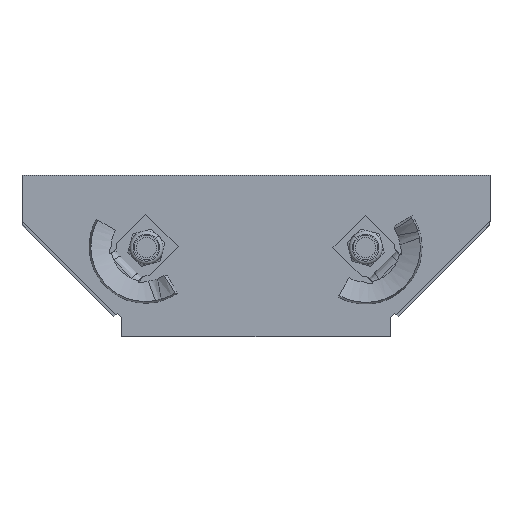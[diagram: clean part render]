
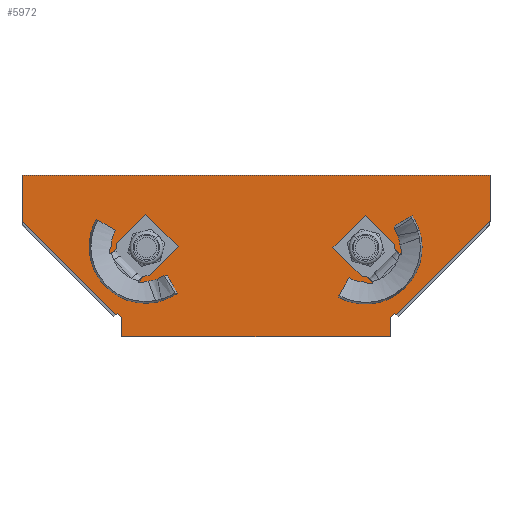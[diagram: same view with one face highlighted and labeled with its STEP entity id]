
A CAD part, top view. The second image highlights one B-rep face of the part: STEP entity #5972.
In plain terms, the highlighted planar face has unit normal (0, 0, 1).
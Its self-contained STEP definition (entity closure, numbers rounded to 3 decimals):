
#43 = DIRECTION ( 'NONE',  ( 0.707, 0.707, 0. ) ) ;
#186 = VECTOR ( 'NONE', #2860, 1000. ) ;
#254 = LINE ( 'NONE', #5197, #186 ) ;
#277 = CARTESIAN_POINT ( 'NONE',  ( -42.704, 34.724, 0. ) ) ;
#304 = VECTOR ( 'NONE', #918, 1000. ) ;
#311 = ORIENTED_EDGE ( 'NONE', *, *, #322, .T. ) ;
#322 = EDGE_CURVE ( 'NONE', #4239, #1263, #2809, .T. ) ;
#392 = VERTEX_POINT ( 'NONE', #6120 ) ;
#451 = VERTEX_POINT ( 'NONE', #4673 ) ;
#503 = CARTESIAN_POINT ( 'NONE',  ( -52.25, 7.5, 0. ) ) ;
#573 = VERTEX_POINT ( 'NONE', #4266 ) ;
#706 = LINE ( 'NONE', #5284, #5615 ) ;
#797 = EDGE_CURVE ( 'NONE', #5655, #573, #706, .T. ) ;
#848 = LINE ( 'NONE', #4847, #1299 ) ;
#881 = DIRECTION ( 'NONE',  ( 0., 0., 1. ) ) ;
#890 = CARTESIAN_POINT ( 'NONE',  ( -54.018, 9.268, 0. ) ) ;
#918 = DIRECTION ( 'NONE',  ( 0.707, -0.707, 0. ) ) ;
#921 = LINE ( 'NONE', #4261, #2650 ) ;
#1028 = EDGE_CURVE ( 'NONE', #5161, #5808, #1149, .T. ) ;
#1048 = VERTEX_POINT ( 'NONE', #3499 ) ;
#1078 = DIRECTION ( 'NONE',  ( -1., 0., 0. ) ) ;
#1082 = EDGE_CURVE ( 'NONE', #451, #392, #848, .T. ) ;
#1149 = LINE ( 'NONE', #4911, #2198 ) ;
#1197 = DIRECTION ( 'NONE',  ( 0., 0., -1. ) ) ;
#1203 = CIRCLE ( 'NONE', #4458, 8.25 ) ;
#1263 = VERTEX_POINT ( 'NONE', #1270 ) ;
#1270 = CARTESIAN_POINT ( 'NONE',  ( -34.454, 34.724, 0. ) ) ;
#1299 = VECTOR ( 'NONE', #3930, 1000. ) ;
#1359 = ORIENTED_EDGE ( 'NONE', *, *, #5691, .F. ) ;
#1379 = ORIENTED_EDGE ( 'NONE', *, *, #1905, .T. ) ;
#1407 = DIRECTION ( 'NONE',  ( 0., -1., 0. ) ) ;
#1430 = CARTESIAN_POINT ( 'NONE',  ( 42.704, 34.724, 0. ) ) ;
#1549 = CARTESIAN_POINT ( 'NONE',  ( 52.25, 0., 0. ) ) ;
#1564 = VERTEX_POINT ( 'NONE', #4242 ) ;
#1567 = CARTESIAN_POINT ( 'NONE',  ( -52.25, 0., 0. ) ) ;
#1598 = EDGE_CURVE ( 'NONE', #1564, #451, #921, .T. ) ;
#1683 = LINE ( 'NONE', #3011, #2054 ) ;
#1813 = EDGE_LOOP ( 'NONE', ( #311, #2175 ) ) ;
#1905 = EDGE_CURVE ( 'NONE', #2938, #4097, #2571, .T. ) ;
#1959 = ORIENTED_EDGE ( 'NONE', *, *, #1082, .T. ) ;
#2036 = EDGE_CURVE ( 'NONE', #573, #4907, #254, .T. ) ;
#2041 = CARTESIAN_POINT ( 'NONE',  ( -52.25, 0., 0. ) ) ;
#2054 = VECTOR ( 'NONE', #5344, 1000. ) ;
#2080 = DIRECTION ( 'NONE',  ( -1., 0., 0. ) ) ;
#2100 = CARTESIAN_POINT ( 'NONE',  ( -91.141, 0., 0. ) ) ;
#2112 = ORIENTED_EDGE ( 'NONE', *, *, #2881, .T. ) ;
#2175 = ORIENTED_EDGE ( 'NONE', *, *, #2433, .T. ) ;
#2198 = VECTOR ( 'NONE', #2994, 1000. ) ;
#2209 = CARTESIAN_POINT ( 'NONE',  ( 52.25, 0., 0. ) ) ;
#2292 = CARTESIAN_POINT ( 'NONE',  ( -50.954, 34.724, 0. ) ) ;
#2351 = DIRECTION ( 'NONE',  ( -1., 0., 0. ) ) ;
#2433 = EDGE_CURVE ( 'NONE', #1263, #4239, #3554, .T. ) ;
#2447 = ORIENTED_EDGE ( 'NONE', *, *, #2036, .T. ) ;
#2551 = LINE ( 'NONE', #5779, #2789 ) ;
#2571 = LINE ( 'NONE', #2209, #3260 ) ;
#2625 = CARTESIAN_POINT ( 'NONE',  ( 54.725, 8.561, 0. ) ) ;
#2650 = VECTOR ( 'NONE', #1407, 1000. ) ;
#2789 = VECTOR ( 'NONE', #5761, 1000. ) ;
#2809 = CIRCLE ( 'NONE', #3421, 8.25 ) ;
#2860 = DIRECTION ( 'NONE',  ( 0., 1., 0. ) ) ;
#2881 = EDGE_CURVE ( 'NONE', #4907, #1564, #1683, .T. ) ;
#2930 = ORIENTED_EDGE ( 'NONE', *, *, #5217, .T. ) ;
#2938 = VERTEX_POINT ( 'NONE', #1567 ) ;
#2970 = CARTESIAN_POINT ( 'NONE',  ( 52.25, 7.5, 0. ) ) ;
#2981 = AXIS2_PLACEMENT_3D ( 'NONE', #2100, #1197, #2080 ) ;
#2994 = DIRECTION ( 'NONE',  ( 0.707, -0.707, 0. ) ) ;
#3011 = CARTESIAN_POINT ( 'NONE',  ( 91.141, 63., 0. ) ) ;
#3080 = DIRECTION ( 'NONE',  ( 0., 0., -1. ) ) ;
#3148 = CARTESIAN_POINT ( 'NONE',  ( -77.213, -13.928, 0. ) ) ;
#3205 = DIRECTION ( 'NONE',  ( -0.707, -0.707, 0. ) ) ;
#3251 = EDGE_LOOP ( 'NONE', ( #4544, #3965 ) ) ;
#3260 = VECTOR ( 'NONE', #3675, 1000. ) ;
#3341 = CARTESIAN_POINT ( 'NONE',  ( 91.141, 63., 0. ) ) ;
#3421 = AXIS2_PLACEMENT_3D ( 'NONE', #277, #3638, #4581 ) ;
#3492 = LINE ( 'NONE', #3148, #4670 ) ;
#3499 = CARTESIAN_POINT ( 'NONE',  ( 52.25, 7.5, 0. ) ) ;
#3554 = CIRCLE ( 'NONE', #5908, 8.25 ) ;
#3595 = PLANE ( 'NONE',  #2981 ) ;
#3601 = DIRECTION ( 'NONE',  ( -1., 0., 0. ) ) ;
#3638 = DIRECTION ( 'NONE',  ( 0., 0., -1. ) ) ;
#3648 = CARTESIAN_POINT ( 'NONE',  ( 34.454, 34.724, 0. ) ) ;
#3675 = DIRECTION ( 'NONE',  ( 1., 0., 0. ) ) ;
#3798 = EDGE_LOOP ( 'NONE', ( #5980, #1959, #1359, #4680, #5976, #1379, #5740, #4395, #2930, #5809, #2447, #2112 ) ) ;
#3829 = CARTESIAN_POINT ( 'NONE',  ( 54.018, 9.268, 0. ) ) ;
#3871 = EDGE_CURVE ( 'NONE', #5808, #2938, #5234, .T. ) ;
#3919 = DIRECTION ( 'NONE',  ( 0., -1., 0. ) ) ;
#3930 = DIRECTION ( 'NONE',  ( 0.707, -0.707, 0. ) ) ;
#3938 = CARTESIAN_POINT ( 'NONE',  ( 42.704, 34.724, 0. ) ) ;
#3956 = EDGE_CURVE ( 'NONE', #4097, #1048, #2551, .T. ) ;
#3965 = ORIENTED_EDGE ( 'NONE', *, *, #4743, .F. ) ;
#4042 = CIRCLE ( 'NONE', #5400, 8.25 ) ;
#4074 = CARTESIAN_POINT ( 'NONE',  ( -42.704, 34.724, 0. ) ) ;
#4097 = VERTEX_POINT ( 'NONE', #1549 ) ;
#4227 = FACE_BOUND ( 'NONE', #3251, .T. ) ;
#4239 = VERTEX_POINT ( 'NONE', #2292 ) ;
#4242 = CARTESIAN_POINT ( 'NONE',  ( -91.141, 63., 0. ) ) ;
#4261 = CARTESIAN_POINT ( 'NONE',  ( -91.141, 63., 0. ) ) ;
#4266 = CARTESIAN_POINT ( 'NONE',  ( 91.141, 44.977, 0. ) ) ;
#4395 = ORIENTED_EDGE ( 'NONE', *, *, #4756, .T. ) ;
#4415 = DIRECTION ( 'NONE',  ( 0.707, 0.707, 0. ) ) ;
#4458 = AXIS2_PLACEMENT_3D ( 'NONE', #3938, #4840, #1078 ) ;
#4544 = ORIENTED_EDGE ( 'NONE', *, *, #4976, .F. ) ;
#4581 = DIRECTION ( 'NONE',  ( -1., 0., 0. ) ) ;
#4670 = VECTOR ( 'NONE', #3205, 1000. ) ;
#4673 = CARTESIAN_POINT ( 'NONE',  ( -91.141, 44.977, 0. ) ) ;
#4680 = ORIENTED_EDGE ( 'NONE', *, *, #1028, .T. ) ;
#4743 = EDGE_CURVE ( 'NONE', #5020, #5671, #1203, .T. ) ;
#4756 = EDGE_CURVE ( 'NONE', #1048, #5065, #6037, .T. ) ;
#4807 = FACE_BOUND ( 'NONE', #1813, .T. ) ;
#4840 = DIRECTION ( 'NONE',  ( 0., 0., 1. ) ) ;
#4847 = CARTESIAN_POINT ( 'NONE',  ( -54.725, 8.561, 0. ) ) ;
#4849 = VECTOR ( 'NONE', #4415, 1000. ) ;
#4907 = VERTEX_POINT ( 'NONE', #3341 ) ;
#4911 = CARTESIAN_POINT ( 'NONE',  ( -91.141, 46.391, 0. ) ) ;
#4976 = EDGE_CURVE ( 'NONE', #5671, #5020, #4042, .T. ) ;
#5020 = VERTEX_POINT ( 'NONE', #6094 ) ;
#5065 = VERTEX_POINT ( 'NONE', #3829 ) ;
#5161 = VERTEX_POINT ( 'NONE', #890 ) ;
#5197 = CARTESIAN_POINT ( 'NONE',  ( 91.141, 46.391, 0. ) ) ;
#5217 = EDGE_CURVE ( 'NONE', #5065, #5655, #5436, .T. ) ;
#5234 = LINE ( 'NONE', #2041, #5309 ) ;
#5254 = CARTESIAN_POINT ( 'NONE',  ( 54.018, 9.268, 0. ) ) ;
#5284 = CARTESIAN_POINT ( 'NONE',  ( 54.725, 8.561, 0. ) ) ;
#5309 = VECTOR ( 'NONE', #3919, 1000. ) ;
#5344 = DIRECTION ( 'NONE',  ( -1., 0., 0. ) ) ;
#5400 = AXIS2_PLACEMENT_3D ( 'NONE', #1430, #881, #2351 ) ;
#5436 = LINE ( 'NONE', #5254, #304 ) ;
#5615 = VECTOR ( 'NONE', #43, 1000. ) ;
#5655 = VERTEX_POINT ( 'NONE', #2625 ) ;
#5671 = VERTEX_POINT ( 'NONE', #3648 ) ;
#5691 = EDGE_CURVE ( 'NONE', #5161, #392, #3492, .T. ) ;
#5740 = ORIENTED_EDGE ( 'NONE', *, *, #3956, .T. ) ;
#5761 = DIRECTION ( 'NONE',  ( 0., 1., 0. ) ) ;
#5779 = CARTESIAN_POINT ( 'NONE',  ( 52.25, 7.5, 0. ) ) ;
#5808 = VERTEX_POINT ( 'NONE', #503 ) ;
#5809 = ORIENTED_EDGE ( 'NONE', *, *, #797, .T. ) ;
#5908 = AXIS2_PLACEMENT_3D ( 'NONE', #4074, #3080, #3601 ) ;
#5922 = FACE_OUTER_BOUND ( 'NONE', #3798, .T. ) ;
#5972 = ADVANCED_FACE ( 'NONE', ( #5922, #4227, #4807 ), #3595, .F. ) ;
#5976 = ORIENTED_EDGE ( 'NONE', *, *, #3871, .T. ) ;
#5980 = ORIENTED_EDGE ( 'NONE', *, *, #1598, .T. ) ;
#6037 = LINE ( 'NONE', #2970, #4849 ) ;
#6094 = CARTESIAN_POINT ( 'NONE',  ( 50.954, 34.724, 0. ) ) ;
#6120 = CARTESIAN_POINT ( 'NONE',  ( -54.725, 8.561, 0. ) ) ;
